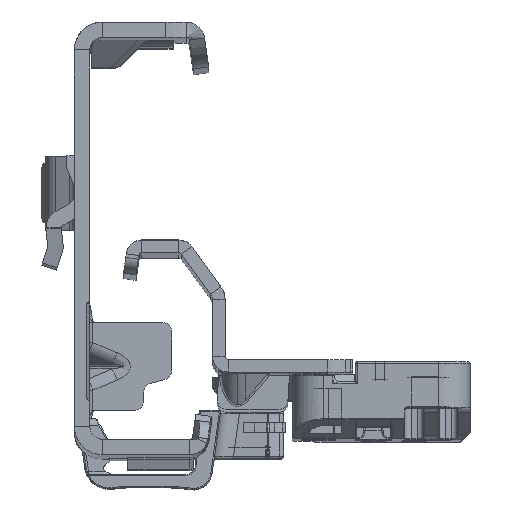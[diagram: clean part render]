
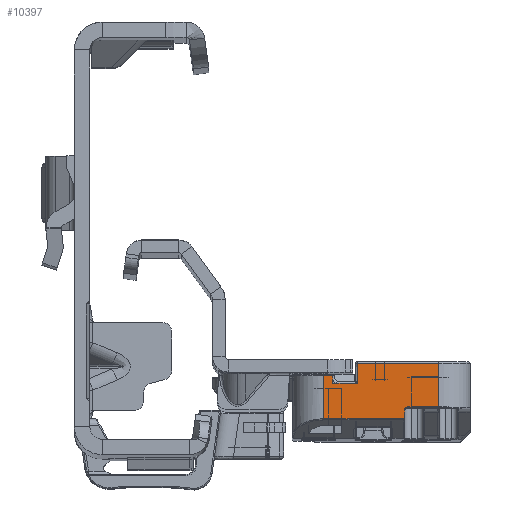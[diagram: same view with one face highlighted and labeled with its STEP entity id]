
A CAD part, top view. The second image highlights one B-rep face of the part: STEP entity #10397.
In plain terms, the highlighted face is planar.
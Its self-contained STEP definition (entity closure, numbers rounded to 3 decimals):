
#2237 = CIRCLE ( 'NONE', #106017, 0.2 ) ;
#4004 = DIRECTION ( 'NONE',  ( -1., 0., 0. ) ) ;
#6291 = VERTEX_POINT ( 'NONE', #39872 ) ;
#6869 = EDGE_CURVE ( 'NONE', #113455, #80685, #107827, .T. ) ;
#8858 = ORIENTED_EDGE ( 'NONE', *, *, #12387, .F. ) ;
#9369 = CARTESIAN_POINT ( 'NONE',  ( 3.15, -1.15, -284.5 ) ) ;
#10397 = ADVANCED_FACE ( 'NONE', ( #120647 ), #71269, .F. ) ;
#10875 = CARTESIAN_POINT ( 'NONE',  ( 19.8, 2.6, -284.5 ) ) ;
#12085 = VECTOR ( 'NONE', #4004, 1000. ) ;
#12387 = EDGE_CURVE ( 'NONE', #17085, #46665, #118127, .T. ) ;
#12966 = ORIENTED_EDGE ( 'NONE', *, *, #52995, .T. ) ;
#14600 = CARTESIAN_POINT ( 'NONE',  ( -13.7, 2.1, -284.5 ) ) ;
#16197 = ORIENTED_EDGE ( 'NONE', *, *, #40117, .T. ) ;
#16457 = CARTESIAN_POINT ( 'NONE',  ( -8.291, -6.749, -284.5 ) ) ;
#16737 = CARTESIAN_POINT ( 'NONE',  ( -0.75, -0.9, -284.5 ) ) ;
#17044 = VECTOR ( 'NONE', #66713, 1000. ) ;
#17085 = VERTEX_POINT ( 'NONE', #71426 ) ;
#17702 = EDGE_CURVE ( 'NONE', #113455, #6291, #42969, .T. ) ;
#18375 = CARTESIAN_POINT ( 'NONE',  ( -8.3, -6.71, -284.5 ) ) ;
#19533 = DIRECTION ( 'NONE',  ( 0., 1., 0. ) ) ;
#20583 = VECTOR ( 'NONE', #19533, 1000. ) ;
#23328 = LINE ( 'NONE', #84343, #32319 ) ;
#24603 = EDGE_CURVE ( 'NONE', #92993, #88380, #39296, .T. ) ;
#27451 = AXIS2_PLACEMENT_3D ( 'NONE', #10875, #121269, #110266 ) ;
#27769 = LINE ( 'NONE', #88776, #111570 ) ;
#27868 = CARTESIAN_POINT ( 'NONE',  ( -13.7, -5., -284.5 ) ) ;
#29620 = DIRECTION ( 'NONE',  ( 1., 0., 0. ) ) ;
#32319 = VECTOR ( 'NONE', #83714, 1000. ) ;
#32959 = CARTESIAN_POINT ( 'NONE',  ( -0.75, 2.1, -284.5 ) ) ;
#33481 = ORIENTED_EDGE ( 'NONE', *, *, #35944, .F. ) ;
#35944 = EDGE_CURVE ( 'NONE', #78291, #48776, #92785, .T. ) ;
#39296 = LINE ( 'NONE', #119230, #102761 ) ;
#39872 = CARTESIAN_POINT ( 'NONE',  ( -8.273, -6.785, -284.5 ) ) ;
#40117 = EDGE_CURVE ( 'NONE', #6291, #46665, #43211, .T. ) ;
#41401 = CARTESIAN_POINT ( 'NONE',  ( 4.6, -6.785, -284.5 ) ) ;
#42969 = LINE ( 'NONE', #82612, #12085 ) ;
#43200 = VECTOR ( 'NONE', #87686, 1000. ) ;
#43211 =( BOUNDED_CURVE ( )  B_SPLINE_CURVE ( 3, ( #78136, #16457, #18375, #58635 ),
 .UNSPECIFIED., .F., .T. ) 
 B_SPLINE_CURVE_WITH_KNOTS ( ( 4, 4 ),
 ( 1.047, 1.571 ),
 .UNSPECIFIED. ) 
 CURVE ( )  GEOMETRIC_REPRESENTATION_ITEM ( )  RATIONAL_B_SPLINE_CURVE ( ( 1., 0.977, 0.977, 1. ) ) 
 REPRESENTATION_ITEM ( '' )  );
#44637 = LINE ( 'NONE', #16737, #17044 ) ;
#45270 = CARTESIAN_POINT ( 'NONE',  ( -8.3, -5., -284.5 ) ) ;
#46665 = VERTEX_POINT ( 'NONE', #49281 ) ;
#46884 = VECTOR ( 'NONE', #72640, 1000. ) ;
#48726 = LINE ( 'NONE', #108542, #20583 ) ;
#48776 = VERTEX_POINT ( 'NONE', #80843 ) ;
#49281 = CARTESIAN_POINT ( 'NONE',  ( -8.3, -6.669, -284.5 ) ) ;
#51858 = ORIENTED_EDGE ( 'NONE', *, *, #6869, .F. ) ;
#52995 = EDGE_CURVE ( 'NONE', #78291, #123026, #48726, .T. ) ;
#55350 = ORIENTED_EDGE ( 'NONE', *, *, #62372, .T. ) ;
#58635 = CARTESIAN_POINT ( 'NONE',  ( -8.3, -6.669, -284.5 ) ) ;
#58810 = EDGE_LOOP ( 'NONE', ( #110600, #72296, #90586, #51858, #125291, #16197, #8858, #55350, #33481, #12966, #78212, #87630 ) ) ;
#60901 = DIRECTION ( 'NONE',  ( 0., 0., 1. ) ) ;
#62115 = CARTESIAN_POINT ( 'NONE',  ( -0.75, -1.15, -284.5 ) ) ;
#62372 = EDGE_CURVE ( 'NONE', #17085, #48776, #2237, .T. ) ;
#66713 = DIRECTION ( 'NONE',  ( 0., -1., 0. ) ) ;
#67535 = CARTESIAN_POINT ( 'NONE',  ( 4.6, -242.444, -284.5 ) ) ;
#71269 = PLANE ( 'NONE',  #27451 ) ;
#71291 = VERTEX_POINT ( 'NONE', #94994 ) ;
#71426 = CARTESIAN_POINT ( 'NONE',  ( -8.3, -5.2, -284.5 ) ) ;
#72296 = ORIENTED_EDGE ( 'NONE', *, *, #74380, .T. ) ;
#72640 = DIRECTION ( 'NONE',  ( 1., 0., 0. ) ) ;
#73597 = VECTOR ( 'NONE', #109019, 1000. ) ;
#74380 = EDGE_CURVE ( 'NONE', #88380, #71291, #27769, .T. ) ;
#75718 = CARTESIAN_POINT ( 'NONE',  ( 4.6, 0.1, -284.5 ) ) ;
#78128 = CARTESIAN_POINT ( 'NONE',  ( 4.6, 0.1, -284.5 ) ) ;
#78136 = CARTESIAN_POINT ( 'NONE',  ( -8.273, -6.785, -284.5 ) ) ;
#78212 = ORIENTED_EDGE ( 'NONE', *, *, #100684, .T. ) ;
#78291 = VERTEX_POINT ( 'NONE', #27868 ) ;
#78425 = VERTEX_POINT ( 'NONE', #32959 ) ;
#78500 = CARTESIAN_POINT ( 'NONE',  ( -8.5, -5.2, -284.5 ) ) ;
#80685 = VERTEX_POINT ( 'NONE', #78128 ) ;
#80843 = CARTESIAN_POINT ( 'NONE',  ( -8.5, -5., -284.5 ) ) ;
#82612 = CARTESIAN_POINT ( 'NONE',  ( -8.3, -6.785, -284.5 ) ) ;
#83714 = DIRECTION ( 'NONE',  ( 1., 0., 0. ) ) ;
#84343 = CARTESIAN_POINT ( 'NONE',  ( -0.7, 2.1, -284.5 ) ) ;
#84463 = EDGE_CURVE ( 'NONE', #71291, #80685, #86105, .T. ) ;
#86105 = LINE ( 'NONE', #75718, #118526 ) ;
#86195 = DIRECTION ( 'NONE',  ( 0., 1., 0. ) ) ;
#87630 = ORIENTED_EDGE ( 'NONE', *, *, #127075, .T. ) ;
#87686 = DIRECTION ( 'NONE',  ( 0., 1., 0. ) ) ;
#88380 = VERTEX_POINT ( 'NONE', #9369 ) ;
#88776 = CARTESIAN_POINT ( 'NONE',  ( 3.15, 0.1, -284.5 ) ) ;
#90586 = ORIENTED_EDGE ( 'NONE', *, *, #84463, .T. ) ;
#92785 = LINE ( 'NONE', #45270, #46884 ) ;
#92993 = VERTEX_POINT ( 'NONE', #62115 ) ;
#94994 = CARTESIAN_POINT ( 'NONE',  ( 3.15, 0.1, -284.5 ) ) ;
#100563 = DIRECTION ( 'NONE',  ( 1., 0., 0. ) ) ;
#100684 = EDGE_CURVE ( 'NONE', #123026, #78425, #23328, .T. ) ;
#102761 = VECTOR ( 'NONE', #29620, 1000. ) ;
#104961 = DIRECTION ( 'NONE',  ( 1., 0., 0. ) ) ;
#106017 = AXIS2_PLACEMENT_3D ( 'NONE', #78500, #60901, #100563 ) ;
#107827 = LINE ( 'NONE', #67535, #43200 ) ;
#108386 = CARTESIAN_POINT ( 'NONE',  ( -8.3, 0., -284.5 ) ) ;
#108542 = CARTESIAN_POINT ( 'NONE',  ( -13.7, 2., -284.5 ) ) ;
#109019 = DIRECTION ( 'NONE',  ( 0., -1., 0. ) ) ;
#110266 = DIRECTION ( 'NONE',  ( 1., 0., 0. ) ) ;
#110600 = ORIENTED_EDGE ( 'NONE', *, *, #24603, .T. ) ;
#111570 = VECTOR ( 'NONE', #86195, 1000. ) ;
#113455 = VERTEX_POINT ( 'NONE', #41401 ) ;
#118127 = LINE ( 'NONE', #108386, #73597 ) ;
#118526 = VECTOR ( 'NONE', #104961, 1000. ) ;
#119230 = CARTESIAN_POINT ( 'NONE',  ( 19.8, -1.15, -284.5 ) ) ;
#120647 = FACE_OUTER_BOUND ( 'NONE', #58810, .T. ) ;
#121269 = DIRECTION ( 'NONE',  ( 0., 0., 1. ) ) ;
#123026 = VERTEX_POINT ( 'NONE', #14600 ) ;
#125291 = ORIENTED_EDGE ( 'NONE', *, *, #17702, .T. ) ;
#127075 = EDGE_CURVE ( 'NONE', #78425, #92993, #44637, .T. ) ;
